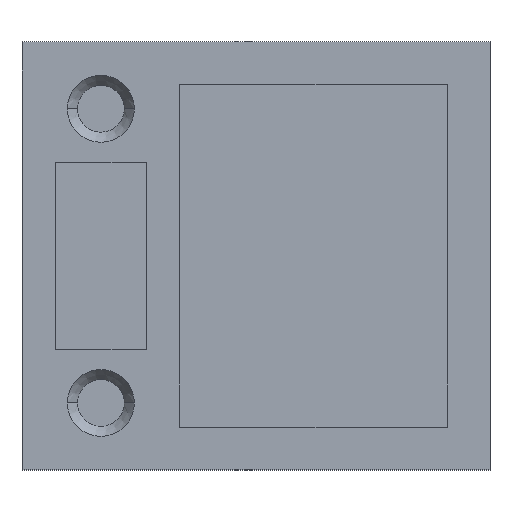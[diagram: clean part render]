
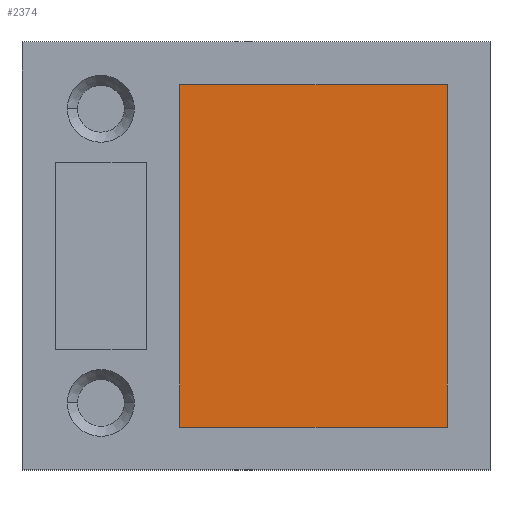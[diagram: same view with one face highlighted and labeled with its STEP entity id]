
A CAD part, top view. The second image highlights one B-rep face of the part: STEP entity #2374.
In plain terms, the highlighted planar face has unit normal (0, 0, 1).
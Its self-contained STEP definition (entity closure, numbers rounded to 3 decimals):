
#87 = VERTEX_POINT ( 'NONE', #1794 ) ;
#117 = AXIS2_PLACEMENT_3D ( 'NONE', #2650, #2929, #489 ) ;
#127 = EDGE_CURVE ( 'NONE', #87, #2204, #514, .T. ) ;
#411 = CARTESIAN_POINT ( 'NONE',  ( 1.43, 1.28, 0.9 ) ) ;
#453 = LINE ( 'NONE', #2549, #1671 ) ;
#489 = DIRECTION ( 'NONE',  ( 1., 0., 0. ) ) ;
#508 = VECTOR ( 'NONE', #2255, 1000. ) ;
#514 = LINE ( 'NONE', #411, #2188 ) ;
#580 = VERTEX_POINT ( 'NONE', #2843 ) ;
#594 = DIRECTION ( 'NONE',  ( 1., 0., 0. ) ) ;
#632 = CARTESIAN_POINT ( 'NONE',  ( 1.43, -1.28, 0.9 ) ) ;
#725 = EDGE_CURVE ( 'NONE', #580, #87, #855, .T. ) ;
#844 = VERTEX_POINT ( 'NONE', #2031 ) ;
#855 = LINE ( 'NONE', #632, #2963 ) ;
#934 = ORIENTED_EDGE ( 'NONE', *, *, #127, .T. ) ;
#1047 = EDGE_CURVE ( 'NONE', #2204, #844, #1825, .T. ) ;
#1064 = FACE_OUTER_BOUND ( 'NONE', #2216, .T. ) ;
#1483 = DIRECTION ( 'NONE',  ( 0., 1., 0. ) ) ;
#1671 = VECTOR ( 'NONE', #594, 1000. ) ;
#1752 = EDGE_CURVE ( 'NONE', #844, #580, #453, .T. ) ;
#1794 = CARTESIAN_POINT ( 'NONE',  ( 1.43, 1.28, 0.9 ) ) ;
#1825 = LINE ( 'NONE', #2126, #508 ) ;
#2031 = CARTESIAN_POINT ( 'NONE',  ( -0.57, -1.28, 0.9 ) ) ;
#2126 = CARTESIAN_POINT ( 'NONE',  ( -0.57, 1.28, 0.9 ) ) ;
#2160 = ORIENTED_EDGE ( 'NONE', *, *, #725, .T. ) ;
#2188 = VECTOR ( 'NONE', #2341, 1000. ) ;
#2204 = VERTEX_POINT ( 'NONE', #2765 ) ;
#2216 = EDGE_LOOP ( 'NONE', ( #934, #3379, #2776, #2160 ) ) ;
#2255 = DIRECTION ( 'NONE',  ( 0., -1., 0. ) ) ;
#2341 = DIRECTION ( 'NONE',  ( -1., 0., 0. ) ) ;
#2374 = ADVANCED_FACE ( 'NONE', ( #1064 ), #2919, .T. ) ;
#2549 = CARTESIAN_POINT ( 'NONE',  ( -0.57, -1.28, 0.9 ) ) ;
#2650 = CARTESIAN_POINT ( 'NONE',  ( 0., 0., 0.9 ) ) ;
#2765 = CARTESIAN_POINT ( 'NONE',  ( -0.57, 1.28, 0.9 ) ) ;
#2776 = ORIENTED_EDGE ( 'NONE', *, *, #1752, .T. ) ;
#2843 = CARTESIAN_POINT ( 'NONE',  ( 1.43, -1.28, 0.9 ) ) ;
#2919 = PLANE ( 'NONE',  #117 ) ;
#2929 = DIRECTION ( 'NONE',  ( 0., 0., 1. ) ) ;
#2963 = VECTOR ( 'NONE', #1483, 1000. ) ;
#3379 = ORIENTED_EDGE ( 'NONE', *, *, #1047, .T. ) ;
